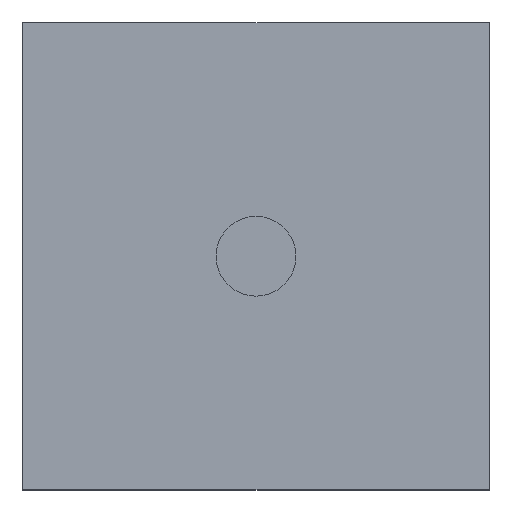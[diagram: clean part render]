
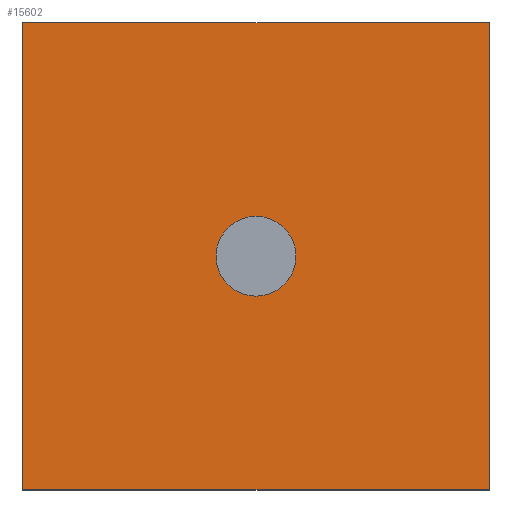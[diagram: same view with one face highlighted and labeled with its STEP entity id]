
A CAD part, top view. The second image highlights one B-rep face of the part: STEP entity #15602.
In plain terms, the highlighted planar face has unit normal (0, 0, 1).
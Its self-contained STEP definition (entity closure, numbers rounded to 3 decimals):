
#108 = VERTEX_POINT ( 'NONE', #2480 ) ;
#410 = VERTEX_POINT ( 'NONE', #4652 ) ;
#419 = LINE ( 'NONE', #13943, #5017 ) ;
#504 = AXIS2_PLACEMENT_3D ( 'NONE', #5402, #14060, #2975 ) ;
#853 = EDGE_CURVE ( 'NONE', #108, #14256, #2294, .T. ) ;
#1405 = DIRECTION ( 'NONE',  ( 0., 0., 1. ) ) ;
#1688 = VERTEX_POINT ( 'NONE', #12610 ) ;
#1929 = CARTESIAN_POINT ( 'NONE',  ( -2., 2., 2.01 ) ) ;
#2294 = CIRCLE ( 'NONE', #3582, 0.342 ) ;
#2480 = CARTESIAN_POINT ( 'NONE',  ( 0.342, 0., 2.01 ) ) ;
#2491 = CARTESIAN_POINT ( 'NONE',  ( -0.342, 0., 2.01 ) ) ;
#2551 = CARTESIAN_POINT ( 'NONE',  ( -2., -2., 2.01 ) ) ;
#2975 = DIRECTION ( 'NONE',  ( -1., 0., 0. ) ) ;
#3018 = DIRECTION ( 'NONE',  ( 0., 1., 0. ) ) ;
#3049 = FACE_BOUND ( 'NONE', #8866, .T. ) ;
#3405 = EDGE_CURVE ( 'NONE', #5998, #410, #11053, .T. ) ;
#3582 = AXIS2_PLACEMENT_3D ( 'NONE', #9531, #15849, #12054 ) ;
#4100 = VERTEX_POINT ( 'NONE', #14395 ) ;
#4652 = CARTESIAN_POINT ( 'NONE',  ( -2., -2., 2.01 ) ) ;
#4736 = ORIENTED_EDGE ( 'NONE', *, *, #10135, .T. ) ;
#4916 = CIRCLE ( 'NONE', #15763, 0.342 ) ;
#4992 = VECTOR ( 'NONE', #11202, 1000. ) ;
#5017 = VECTOR ( 'NONE', #12725, 1000. ) ;
#5134 = CARTESIAN_POINT ( 'NONE',  ( 0., 0., 2.01 ) ) ;
#5402 = CARTESIAN_POINT ( 'NONE',  ( 0., 0., 2.01 ) ) ;
#5998 = VERTEX_POINT ( 'NONE', #11278 ) ;
#6886 = DIRECTION ( 'NONE',  ( -1., 0., 0. ) ) ;
#6926 = EDGE_CURVE ( 'NONE', #4100, #5998, #10568, .T. ) ;
#7052 = ORIENTED_EDGE ( 'NONE', *, *, #853, .F. ) ;
#8866 = EDGE_LOOP ( 'NONE', ( #7052, #11977 ) ) ;
#9234 = CARTESIAN_POINT ( 'NONE',  ( 2., -2., 2.01 ) ) ;
#9531 = CARTESIAN_POINT ( 'NONE',  ( 0., 0., 2.01 ) ) ;
#10135 = EDGE_CURVE ( 'NONE', #410, #1688, #419, .T. ) ;
#10568 = LINE ( 'NONE', #1929, #11516 ) ;
#11053 = LINE ( 'NONE', #2551, #4992 ) ;
#11202 = DIRECTION ( 'NONE',  ( 0., -1., 0. ) ) ;
#11270 = VECTOR ( 'NONE', #3018, 1000. ) ;
#11278 = CARTESIAN_POINT ( 'NONE',  ( -2., 2., 2.01 ) ) ;
#11334 = LINE ( 'NONE', #9234, #11270 ) ;
#11516 = VECTOR ( 'NONE', #6886, 1000. ) ;
#11977 = ORIENTED_EDGE ( 'NONE', *, *, #14860, .F. ) ;
#12054 = DIRECTION ( 'NONE',  ( 1., 0., 0. ) ) ;
#12235 = EDGE_CURVE ( 'NONE', #1688, #4100, #11334, .T. ) ;
#12610 = CARTESIAN_POINT ( 'NONE',  ( 2., -2., 2.01 ) ) ;
#12725 = DIRECTION ( 'NONE',  ( 1., 0., 0. ) ) ;
#12923 = FACE_OUTER_BOUND ( 'NONE', #13652, .T. ) ;
#13383 = ORIENTED_EDGE ( 'NONE', *, *, #6926, .T. ) ;
#13553 = ORIENTED_EDGE ( 'NONE', *, *, #3405, .T. ) ;
#13652 = EDGE_LOOP ( 'NONE', ( #15587, #13383, #13553, #4736 ) ) ;
#13943 = CARTESIAN_POINT ( 'NONE',  ( -2., -2., 2.01 ) ) ;
#14060 = DIRECTION ( 'NONE',  ( 0., 0., -1. ) ) ;
#14256 = VERTEX_POINT ( 'NONE', #2491 ) ;
#14395 = CARTESIAN_POINT ( 'NONE',  ( 2., 2., 2.01 ) ) ;
#14860 = EDGE_CURVE ( 'NONE', #14256, #108, #4916, .T. ) ;
#15002 = DIRECTION ( 'NONE',  ( 1., 0., 0. ) ) ;
#15419 = PLANE ( 'NONE',  #504 ) ;
#15587 = ORIENTED_EDGE ( 'NONE', *, *, #12235, .T. ) ;
#15602 = ADVANCED_FACE ( 'NONE', ( #3049, #12923 ), #15419, .F. ) ;
#15763 = AXIS2_PLACEMENT_3D ( 'NONE', #5134, #1405, #15002 ) ;
#15849 = DIRECTION ( 'NONE',  ( 0., 0., 1. ) ) ;
